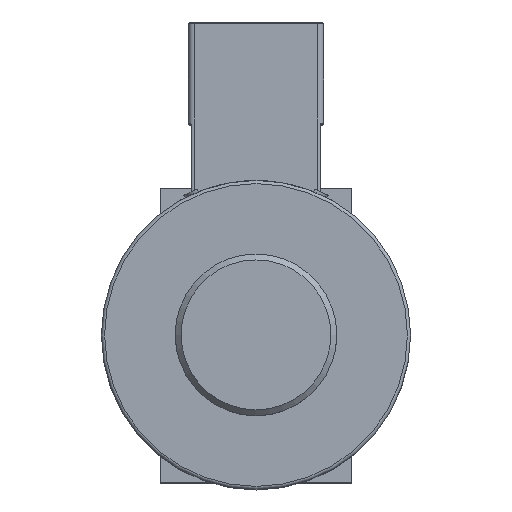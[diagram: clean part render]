
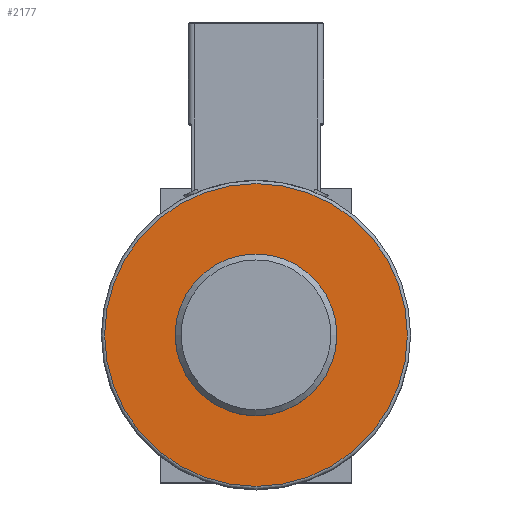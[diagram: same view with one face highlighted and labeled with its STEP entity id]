
A CAD part, top view. The second image highlights one B-rep face of the part: STEP entity #2177.
In plain terms, the highlighted planar face has unit normal (0, 0, 1).
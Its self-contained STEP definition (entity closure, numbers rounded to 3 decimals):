
#441=PLANE('',#2408);
#478=FACE_BOUND('',#758,.T.);
#607=FACE_OUTER_BOUND('',#757,.T.);
#757=EDGE_LOOP('',(#1956));
#758=EDGE_LOOP('',(#1957));
#875=CIRCLE('',#2409,51.5);
#876=CIRCLE('',#2410,27.5);
#1069=VERTEX_POINT('',#3995);
#1070=VERTEX_POINT('',#3997);
#1372=EDGE_CURVE('',#1069,#1069,#875,.T.);
#1373=EDGE_CURVE('',#1070,#1070,#876,.T.);
#1956=ORIENTED_EDGE('',*,*,#1372,.F.);
#1957=ORIENTED_EDGE('',*,*,#1373,.F.);
#2177=ADVANCED_FACE('',(#607,#478),#441,.T.);
#2408=AXIS2_PLACEMENT_3D('',#3994,#3019,#3020);
#2409=AXIS2_PLACEMENT_3D('',#3996,#3021,#3022);
#2410=AXIS2_PLACEMENT_3D('',#3998,#3023,#3024);
#3019=DIRECTION('center_axis',(0.,0.,
1.));
#3020=DIRECTION('ref_axis',(-1.,0.,0.));
#3021=DIRECTION('center_axis',(0.,0.,
-1.));
#3022=DIRECTION('ref_axis',(0.,-1.,0.));
#3023=DIRECTION('center_axis',(0.,0.,
1.));
#3024=DIRECTION('ref_axis',(0.,1.,0.));
#3994=CARTESIAN_POINT('Origin',(0.,-51.134,
236.63));
#3995=CARTESIAN_POINT('',(0.,-51.5,236.63));
#3996=CARTESIAN_POINT('Origin',(0.,0.,
236.63));
#3997=CARTESIAN_POINT('',(0.,-27.5,236.63));
#3998=CARTESIAN_POINT('Origin',(0.,0.,
236.63));
